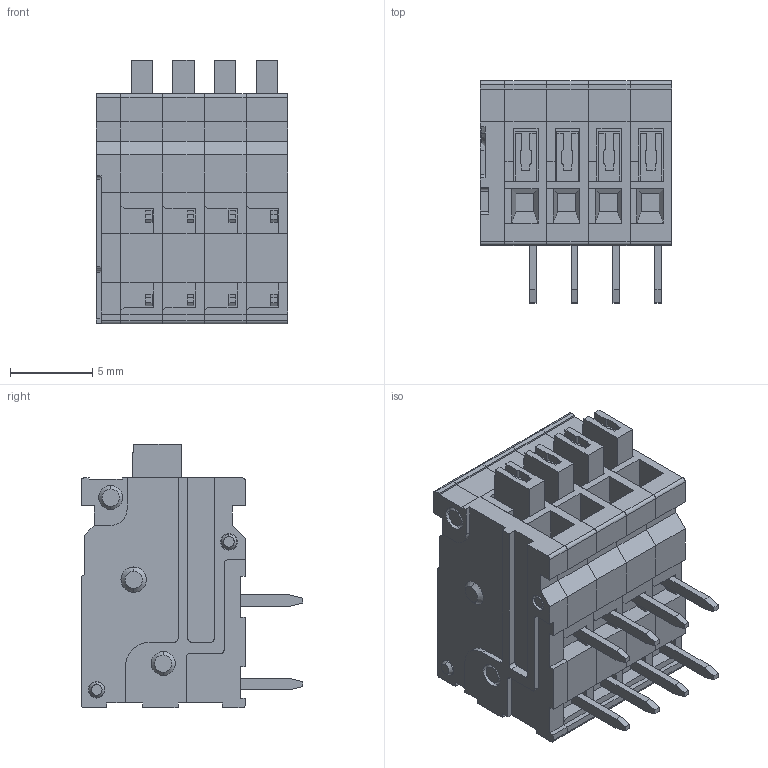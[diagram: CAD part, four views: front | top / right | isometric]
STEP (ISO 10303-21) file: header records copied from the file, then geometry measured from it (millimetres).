
FILE_DESCRIPTION (( 'STEP AP214' ), '1' );
FILE_NAME ('CUI_DEVICES_TBL009-254-04BK-2OR.step', '2019-11-27T21:00:34', ( '' ), ( '' ), 'SwSTEP 2.0', 'SolidWorks 2019', '' );
FILE_SCHEMA (( 'AUTOMOTIVE_DESIGN' ));
Length unit declared in the file: millimetre
Products named in the file (4): TBL009-254 - PUSH BUTTON_Orange; TBL009-254 - END CAP_Black; CUI_DEVICES_TBL009-254-04BK-2OR; TBL009-254 - BODY_Black
Assembly tree (9 placements, depth 2):
  CUI_DEVICES_TBL009-254-04BK-2OR
    TBL009-254 - END CAP_Black
    TBL009-254 - BODY_Black  x4
    TBL009-254 - PUSH BUTTON_Orange  x4
Bounding box: 11.66 x 13.5 x 16.05 mm (x, y, z)
Volume: 1415.2 mm3; surface area: 2575.1 mm2
Topology: 9 solids, 9 shells, 775 faces, 2047 edges, 1323 vertices
Faces by surface type: plane 537, cylinder 148, cone 50, torus 40
Entity records: 11206 total; most frequent: CARTESIAN_POINT 1563, ORIENTED_EDGE 1394, DIRECTION 1344, EDGE_CURVE 697, LINE 524, VECTOR 524, VERTEX_POINT 453, AXIS2_PLACEMENT_3D 410
